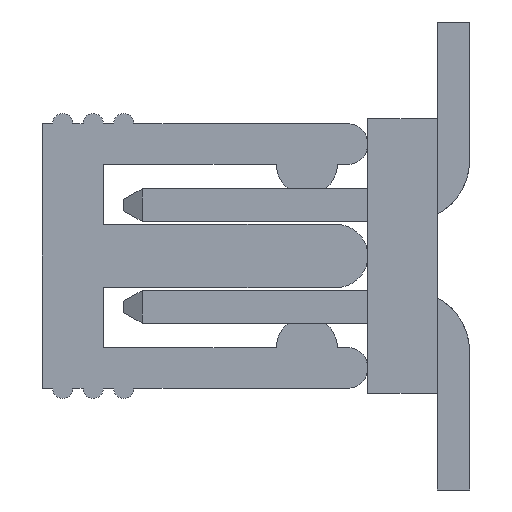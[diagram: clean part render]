
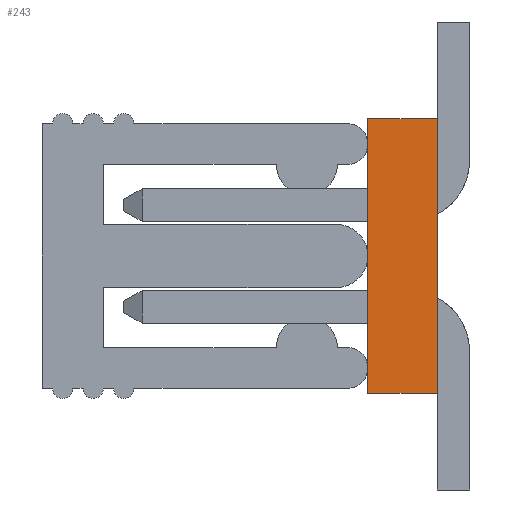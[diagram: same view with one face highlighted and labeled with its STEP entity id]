
A CAD part, left-side view. The second image highlights one B-rep face of the part: STEP entity #243.
In plain terms, the highlighted planar face has unit normal (-1, 0, 0).
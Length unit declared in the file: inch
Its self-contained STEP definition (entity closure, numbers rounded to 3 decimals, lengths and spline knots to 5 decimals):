
#243 = ADVANCED_FACE( '', ( #1127 ), #1128, .F. );
#1127 = FACE_OUTER_BOUND( '', #2892, .T. );
#1128 = PLANE( '', #2893 );
#2892 = EDGE_LOOP( '', ( #4656, #4657, #4658, #4659 ) );
#2893 = AXIS2_PLACEMENT_3D( '', #4660, #4661, #4662 );
#4656 = ORIENTED_EDGE( '', *, *, #12066, .T. );
#4657 = ORIENTED_EDGE( '', *, *, #12067, .F. );
#4658 = ORIENTED_EDGE( '', *, *, #12068, .F. );
#4659 = ORIENTED_EDGE( '', *, *, #12069, .T. );
#4660 = CARTESIAN_POINT( '', ( -0.75, 0.034, -0.0675 ) );
#4661 = DIRECTION( '', ( 1., 0., 0. ) );
#4662 = DIRECTION( '', ( 0., 0., -1. ) );
#12066 = EDGE_CURVE( '', #14448, #14449, #14450, .T. );
#12067 = EDGE_CURVE( '', #14451, #14449, #14452, .T. );
#12068 = EDGE_CURVE( '', #14453, #14451, #14454, .T. );
#12069 = EDGE_CURVE( '', #14453, #14448, #14455, .T. );
#14448 = VERTEX_POINT( '', #18338 );
#14449 = VERTEX_POINT( '', #18339 );
#14450 = LINE( '', #18340, #18341 );
#14451 = VERTEX_POINT( '', #18342 );
#14452 = LINE( '', #18343, #18344 );
#14453 = VERTEX_POINT( '', #18345 );
#14454 = LINE( '', #18346, #18347 );
#14455 = LINE( '', #18348, #18349 );
#18338 = CARTESIAN_POINT( '', ( -0.75, 0., -0.0675 ) );
#18339 = CARTESIAN_POINT( '', ( -0.75, 0., 0.0675 ) );
#18340 = CARTESIAN_POINT( '', ( -0.75, 0., -0.0675 ) );
#18341 = VECTOR( '', #24348, 39.37008 );
#18342 = CARTESIAN_POINT( '', ( -0.75, 0.034, 0.0675 ) );
#18343 = CARTESIAN_POINT( '', ( -0.75, 0.034, 0.0675 ) );
#18344 = VECTOR( '', #24349, 39.37008 );
#18345 = CARTESIAN_POINT( '', ( -0.75, 0.034, -0.0675 ) );
#18346 = CARTESIAN_POINT( '', ( -0.75, 0.034, -0.0675 ) );
#18347 = VECTOR( '', #24350, 39.37008 );
#18348 = CARTESIAN_POINT( '', ( -0.75, 0.034, -0.0675 ) );
#18349 = VECTOR( '', #24351, 39.37008 );
#24348 = DIRECTION( '', ( 0., 0., 1. ) );
#24349 = DIRECTION( '', ( 0., -1., 0. ) );
#24350 = DIRECTION( '', ( 0., 0., 1. ) );
#24351 = DIRECTION( '', ( 0., -1., 0. ) );
